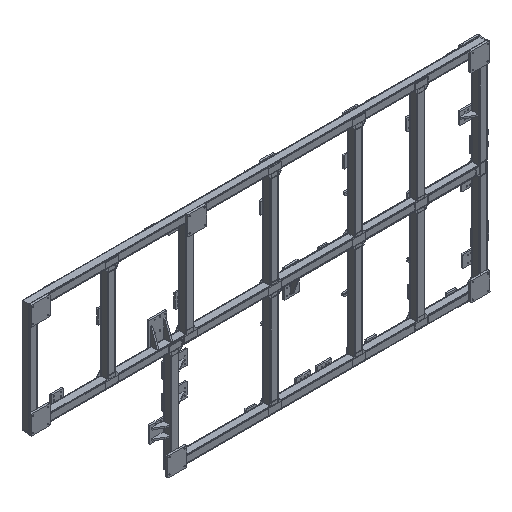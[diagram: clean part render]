
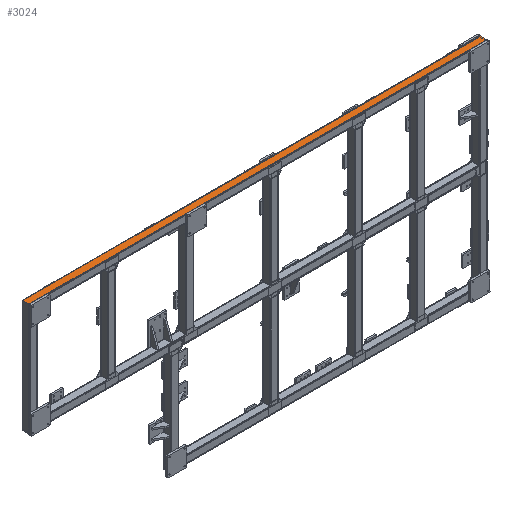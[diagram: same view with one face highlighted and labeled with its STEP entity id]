
A CAD part, isometric view. The second image highlights one B-rep face of the part: STEP entity #3024.
In plain terms, the highlighted face is planar.
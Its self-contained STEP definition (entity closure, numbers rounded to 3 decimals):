
#2353=CARTESIAN_POINT('Vertex',(40.,4460.,33.)) ;
#2356=CARTESIAN_POINT('Line Origine',(40.,4460.,0.)) ;
#2360=CARTESIAN_POINT('Vertex',(40.,4460.,-33.)) ;
#2573=CARTESIAN_POINT('Line Origine',(40.,2155.,-33.)) ;
#2577=CARTESIAN_POINT('Vertex',(40.,-100.,-33.)) ;
#2818=CARTESIAN_POINT('Line Origine',(40.,-100.,0.)) ;
#2822=CARTESIAN_POINT('Vertex',(40.,-100.,33.)) ;
#3001=CARTESIAN_POINT('Line Origine',(40.,2155.,33.)) ;
#3013=CARTESIAN_POINT('Axis2P3D Location',(40.,0.,33.)) ;
#2357=DIRECTION('Vector Direction',(0.,0.,1.)) ;
#2574=DIRECTION('Vector Direction',(0.,1.,0.)) ;
#2819=DIRECTION('Vector Direction',(0.,0.,-1.)) ;
#3002=DIRECTION('Vector Direction',(0.,1.,0.)) ;
#3014=DIRECTION('Axis2P3D Direction',(1.,-0.,0.)) ;
#3015=DIRECTION('Axis2P3D XDirection',(0.,0.,-1.)) ;
#3016=AXIS2_PLACEMENT_3D('Plane Axis2P3D',#3013,#3014,#3015) ;
#3019=ORIENTED_EDGE('',*,*,#2579,.T.) ;
#3020=ORIENTED_EDGE('',*,*,#2362,.T.) ;
#3021=ORIENTED_EDGE('',*,*,#3005,.F.) ;
#3022=ORIENTED_EDGE('',*,*,#2824,.T.) ;
#2358=VECTOR('Line Direction',#2357,1.) ;
#2575=VECTOR('Line Direction',#2574,1.) ;
#2820=VECTOR('Line Direction',#2819,1.) ;
#3003=VECTOR('Line Direction',#3002,1.) ;
#3024=ADVANCED_FACE('\X2\96F64EF651E04F554F53\X0\',(#3023),#3017,.T.) ;
#2362=EDGE_CURVE('',#2361,#2354,#2359,.T.) ;
#2579=EDGE_CURVE('',#2578,#2361,#2576,.T.) ;
#2824=EDGE_CURVE('',#2823,#2578,#2821,.T.) ;
#3005=EDGE_CURVE('',#2823,#2354,#3004,.T.) ;
#3018=EDGE_LOOP('',(#3019,#3020,#3021,#3022)) ;
#3023=FACE_OUTER_BOUND('',#3018,.T.) ;
#2359=LINE('Line',#2356,#2358) ;
#2576=LINE('Line',#2573,#2575) ;
#2821=LINE('Line',#2818,#2820) ;
#3004=LINE('Line',#3001,#3003) ;
#3017=PLANE('',#3016) ;
#2354=VERTEX_POINT('',#2353) ;
#2361=VERTEX_POINT('',#2360) ;
#2578=VERTEX_POINT('',#2577) ;
#2823=VERTEX_POINT('',#2822) ;
